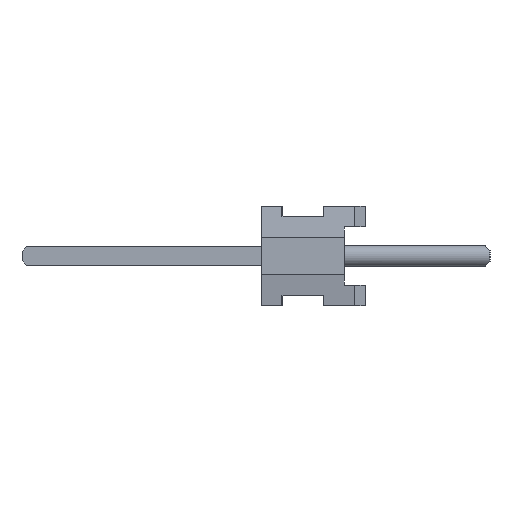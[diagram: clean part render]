
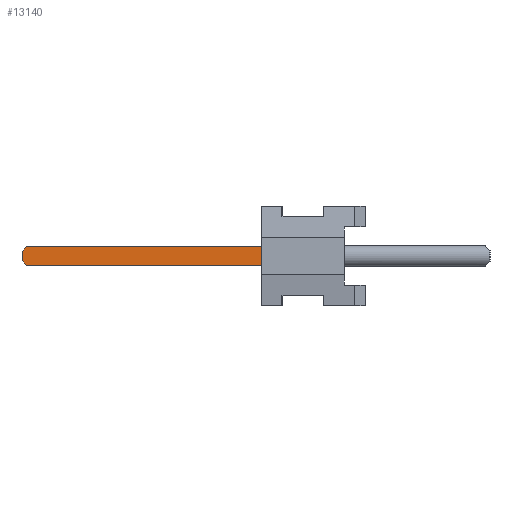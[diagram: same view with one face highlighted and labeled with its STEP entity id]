
A CAD part, left-side view. The second image highlights one B-rep face of the part: STEP entity #13140.
In plain terms, the highlighted planar face has unit normal (-1, 0, 0).
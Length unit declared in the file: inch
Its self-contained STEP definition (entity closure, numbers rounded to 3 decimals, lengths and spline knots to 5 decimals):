
#3384=ORIENTED_EDGE('',*,*,#5364,.F.);
#3385=ORIENTED_EDGE('',*,*,#5361,.F.);
#3386=ORIENTED_EDGE('',*,*,#5589,.F.);
#3387=ORIENTED_EDGE('',*,*,#5499,.F.);
#3388=ORIENTED_EDGE('',*,*,#5454,.F.);
#3389=ORIENTED_EDGE('',*,*,#5409,.F.);
#5361=EDGE_CURVE('',#6742,#6743,#8473,.T.);
#5364=EDGE_CURVE('',#6743,#6745,#8476,.T.);
#5409=EDGE_CURVE('',#6745,#6775,#8521,.T.);
#5454=EDGE_CURVE('',#6775,#6805,#8566,.T.);
#5499=EDGE_CURVE('',#6805,#6835,#8611,.T.);
#5589=EDGE_CURVE('',#6835,#6742,#8686,.T.);
#6742=VERTEX_POINT('',#20277);
#6743=VERTEX_POINT('',#20279);
#6745=VERTEX_POINT('',#20285);
#6775=VERTEX_POINT('',#20375);
#6805=VERTEX_POINT('',#20465);
#6835=VERTEX_POINT('',#20555);
#8473=LINE('',#20278,#10263);
#8476=LINE('',#20284,#10266);
#8521=LINE('',#20374,#10311);
#8566=LINE('',#20464,#10356);
#8611=LINE('',#20554,#10401);
#8686=LINE('',#20719,#10476);
#10263=VECTOR('',#16492,39.37008);
#10266=VECTOR('',#16497,39.37008);
#10311=VECTOR('',#16572,39.37008);
#10356=VECTOR('',#16647,39.37008);
#10401=VECTOR('',#16722,39.37008);
#10476=VECTOR('',#16845,39.37008);
#11127=EDGE_LOOP('',(#3384,#3385,#3386,#3387,#3388,#3389));
#11837=FACE_BOUND('',#11127,.T.);
#12504=PLANE('',#13833);
#13140=ADVANCED_FACE('',(#11837),#12504,.F.);
#13833=AXIS2_PLACEMENT_3D('',#20718,#16843,#16844);
#16492=DIRECTION('',(0.,1.,0.));
#16497=DIRECTION('',(0.,0.707,0.707));
#16572=DIRECTION('',(0.,0.,1.));
#16647=DIRECTION('',(0.,-0.707,0.707));
#16722=DIRECTION('',(0.,-1.,0.));
#16843=DIRECTION('',(1.,0.,0.));
#16844=DIRECTION('',(0.,0.,-1.));
#16845=DIRECTION('',(0.,0.,-1.));
#20277=CARTESIAN_POINT('',(-0.359,0.07,-0.009));
#20278=CARTESIAN_POINT('',(-0.359,0.07,-0.009));
#20279=CARTESIAN_POINT('',(-0.359,0.3255,-0.009));
#20284=CARTESIAN_POINT('',(-0.359,0.3255,-0.009));
#20285=CARTESIAN_POINT('',(-0.359,0.33,-0.0045));
#20374=CARTESIAN_POINT('',(-0.359,0.33,-0.0045));
#20375=CARTESIAN_POINT('',(-0.359,0.33,0.0045));
#20464=CARTESIAN_POINT('',(-0.359,0.33,0.0045));
#20465=CARTESIAN_POINT('',(-0.359,0.3255,0.009));
#20554=CARTESIAN_POINT('',(-0.359,0.3255,0.009));
#20555=CARTESIAN_POINT('',(-0.359,0.07,0.009));
#20718=CARTESIAN_POINT('',(-0.359,0.,0.));
#20719=CARTESIAN_POINT('',(-0.359,0.07,0.));
